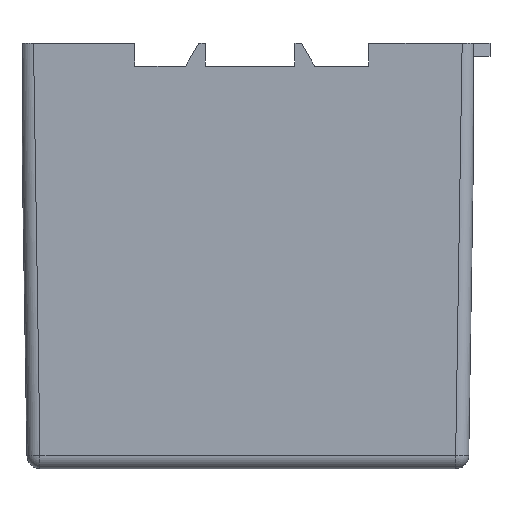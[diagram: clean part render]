
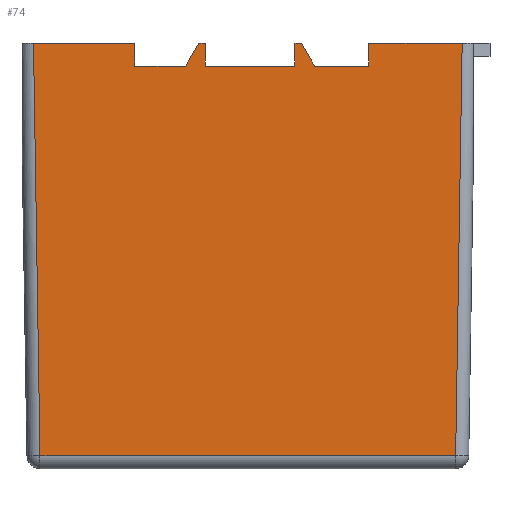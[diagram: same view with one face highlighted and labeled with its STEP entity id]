
A CAD part, left-side view. The second image highlights one B-rep face of the part: STEP entity #74.
In plain terms, the highlighted planar face has unit normal (-1, 0, 0).
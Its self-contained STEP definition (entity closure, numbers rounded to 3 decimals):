
#14 = VERTEX_POINT ( 'NONE', #376 ) ;
#27 = CARTESIAN_POINT ( 'NONE',  ( -33.6, -33.72, 2. ) ) ;
#28 = VERTEX_POINT ( 'NONE', #319 ) ;
#34 = LINE ( 'NONE', #27, #434 ) ;
#50 = VERTEX_POINT ( 'NONE', #372 ) ;
#52 = DIRECTION ( 'NONE',  ( 0., 0., 1. ) ) ;
#55 = VECTOR ( 'NONE', #560, 1000. ) ;
#61 = DIRECTION ( 'NONE',  ( -1., 0., 0. ) ) ;
#68 = DIRECTION ( 'NONE',  ( 0., -1., 0. ) ) ;
#74 = ADVANCED_FACE ( 'NONE', ( #779 ), #158, .T. ) ;
#77 = DIRECTION ( 'NONE',  ( 0., -0.016, 1. ) ) ;
#94 = CARTESIAN_POINT ( 'NONE',  ( -33.6, -18.5, 61.5 ) ) ;
#98 = CARTESIAN_POINT ( 'NONE',  ( -33.6, 17.3, 61.5 ) ) ;
#100 = CARTESIAN_POINT ( 'NONE',  ( -33.6, -18.5, 65. ) ) ;
#102 = CARTESIAN_POINT ( 'NONE',  ( -33.6, 6.5, 61.5 ) ) ;
#106 = DIRECTION ( 'NONE',  ( 0., -1., 0. ) ) ;
#111 = DIRECTION ( 'NONE',  ( 0., -0.5, -0.866 ) ) ;
#115 = ORIENTED_EDGE ( 'NONE', *, *, #1054, .F. ) ;
#117 = CARTESIAN_POINT ( 'NONE',  ( -33.6, -31.751, 2. ) ) ;
#125 = DIRECTION ( 'NONE',  ( 0., 0., 1. ) ) ;
#129 = CARTESIAN_POINT ( 'NONE',  ( -33.6, -10.221, 61.5 ) ) ;
#142 = CARTESIAN_POINT ( 'NONE',  ( -33.6, -10.221, 61.5 ) ) ;
#158 = PLANE ( 'NONE',  #639 ) ;
#165 = VERTEX_POINT ( 'NONE', #94 ) ;
#166 = LINE ( 'NONE', #785, #781 ) ;
#173 = ORIENTED_EDGE ( 'NONE', *, *, #990, .F. ) ;
#183 = ORIENTED_EDGE ( 'NONE', *, *, #1039, .T. ) ;
#184 = LINE ( 'NONE', #935, #579 ) ;
#186 = VERTEX_POINT ( 'NONE', #834 ) ;
#187 = VECTOR ( 'NONE', #77, 1000. ) ;
#200 = VERTEX_POINT ( 'NONE', #741 ) ;
#204 = CARTESIAN_POINT ( 'NONE',  ( -33.6, -18.5, 65. ) ) ;
#217 = VECTOR ( 'NONE', #615, 1000. ) ;
#230 = CARTESIAN_POINT ( 'NONE',  ( -33.6, 0., 0. ) ) ;
#256 = VECTOR ( 'NONE', #853, 1000. ) ;
#288 = DIRECTION ( 'NONE',  ( 0., 0., 1. ) ) ;
#304 = CARTESIAN_POINT ( 'NONE',  ( -33.6, -7.2, 61.5 ) ) ;
#306 = VECTOR ( 'NONE', #719, 1000. ) ;
#307 = LINE ( 'NONE', #446, #480 ) ;
#318 = DIRECTION ( 'NONE',  ( 0., 0., -1. ) ) ;
#319 = CARTESIAN_POINT ( 'NONE',  ( -33.6, 7.5, 65. ) ) ;
#325 = VERTEX_POINT ( 'NONE', #100 ) ;
#328 = LINE ( 'NONE', #471, #306 ) ;
#329 = CARTESIAN_POINT ( 'NONE',  ( -33.6, 31.72, 0.032 ) ) ;
#331 = VERTEX_POINT ( 'NONE', #1015 ) ;
#337 = ORIENTED_EDGE ( 'NONE', *, *, #1047, .F. ) ;
#345 = CARTESIAN_POINT ( 'NONE',  ( -33.6, -34.5, 65. ) ) ;
#362 = ORIENTED_EDGE ( 'NONE', *, *, #1019, .F. ) ;
#366 = CARTESIAN_POINT ( 'NONE',  ( -33.6, 6.5, 61.5 ) ) ;
#369 = DIRECTION ( 'NONE',  ( 0., -1., 0. ) ) ;
#372 = CARTESIAN_POINT ( 'NONE',  ( -33.6, 9.521, 61.5 ) ) ;
#373 = VECTOR ( 'NONE', #288, 1000. ) ;
#376 = CARTESIAN_POINT ( 'NONE',  ( -33.6, 32.744, 65. ) ) ;
#389 = ORIENTED_EDGE ( 'NONE', *, *, #947, .F. ) ;
#395 = ORIENTED_EDGE ( 'NONE', *, *, #821, .T. ) ;
#400 = VERTEX_POINT ( 'NONE', #98 ) ;
#405 = DIRECTION ( 'NONE',  ( 0., -0.016, -1. ) ) ;
#422 = DIRECTION ( 'NONE',  ( 0., -1., 0. ) ) ;
#434 = VECTOR ( 'NONE', #106, 1000. ) ;
#440 = LINE ( 'NONE', #329, #830 ) ;
#446 = CARTESIAN_POINT ( 'NONE',  ( -33.6, -7.2, 65. ) ) ;
#450 = VERTEX_POINT ( 'NONE', #581 ) ;
#459 = LINE ( 'NONE', #366, #256 ) ;
#461 = LINE ( 'NONE', #611, #876 ) ;
#471 = CARTESIAN_POINT ( 'NONE',  ( -33.6, 7.5, 65. ) ) ;
#473 = CARTESIAN_POINT ( 'NONE',  ( -33.6, 6.5, 65. ) ) ;
#480 = VECTOR ( 'NONE', #125, 1000. ) ;
#489 = EDGE_LOOP ( 'NONE', ( #183, #395, #603, #826, #115, #337, #545, #1008, #362, #569, #789, #173, #596, #1082, #389, #819 ) ) ;
#508 = DIRECTION ( 'NONE',  ( 0., -1., 0. ) ) ;
#521 = CARTESIAN_POINT ( 'NONE',  ( -33.6, -7.2, 61.5 ) ) ;
#533 = CARTESIAN_POINT ( 'NONE',  ( -33.6, 17.3, 65. ) ) ;
#545 = ORIENTED_EDGE ( 'NONE', *, *, #1038, .F. ) ;
#547 = VERTEX_POINT ( 'NONE', #1020 ) ;
#560 = DIRECTION ( 'NONE',  ( 0., -1., 0. ) ) ;
#561 = LINE ( 'NONE', #803, #748 ) ;
#569 = ORIENTED_EDGE ( 'NONE', *, *, #1004, .F. ) ;
#579 = VECTOR ( 'NONE', #1048, 1000. ) ;
#581 = CARTESIAN_POINT ( 'NONE',  ( -33.6, -7.2, 65. ) ) ;
#586 = LINE ( 'NONE', #204, #373 ) ;
#596 = ORIENTED_EDGE ( 'NONE', *, *, #976, .F. ) ;
#603 = ORIENTED_EDGE ( 'NONE', *, *, #1071, .F. ) ;
#608 = LINE ( 'NONE', #896, #187 ) ;
#611 = CARTESIAN_POINT ( 'NONE',  ( -33.6, -8.2, 65. ) ) ;
#615 = DIRECTION ( 'NONE',  ( 0., -1., 0. ) ) ;
#636 = LINE ( 'NONE', #533, #217 ) ;
#639 = AXIS2_PLACEMENT_3D ( 'NONE', #230, #61, #52 ) ;
#682 = VERTEX_POINT ( 'NONE', #142 ) ;
#700 = LINE ( 'NONE', #473, #55 ) ;
#719 = DIRECTION ( 'NONE',  ( 0., -0.5, 0.866 ) ) ;
#741 = CARTESIAN_POINT ( 'NONE',  ( -33.6, 6.5, 65. ) ) ;
#748 = VECTOR ( 'NONE', #68, 1000. ) ;
#751 = LINE ( 'NONE', #521, #972 ) ;
#774 = LINE ( 'NONE', #345, #992 ) ;
#779 = FACE_OUTER_BOUND ( 'NONE', #489, .T. ) ;
#781 = VECTOR ( 'NONE', #318, 1000. ) ;
#785 = CARTESIAN_POINT ( 'NONE',  ( -33.6, 17.3, 61.5 ) ) ;
#789 = ORIENTED_EDGE ( 'NONE', *, *, #995, .F. ) ;
#803 = CARTESIAN_POINT ( 'NONE',  ( -33.6, 9.521, 61.5 ) ) ;
#809 = EDGE_CURVE ( 'NONE', #14, #331, #440, .T. ) ;
#819 = ORIENTED_EDGE ( 'NONE', *, *, #809, .T. ) ;
#821 = EDGE_CURVE ( 'NONE', #998, #1043, #608, .T. ) ;
#826 = ORIENTED_EDGE ( 'NONE', *, *, #1064, .F. ) ;
#830 = VECTOR ( 'NONE', #405, 1000. ) ;
#834 = CARTESIAN_POINT ( 'NONE',  ( -33.6, 17.3, 65. ) ) ;
#841 = CARTESIAN_POINT ( 'NONE',  ( -33.6, -32.744, 65. ) ) ;
#851 = LINE ( 'NONE', #129, #903 ) ;
#853 = DIRECTION ( 'NONE',  ( 0., 0., -1. ) ) ;
#876 = VECTOR ( 'NONE', #508, 1000. ) ;
#896 = CARTESIAN_POINT ( 'NONE',  ( -33.6, -32.5, 49.532 ) ) ;
#903 = VECTOR ( 'NONE', #111, 1000. ) ;
#935 = CARTESIAN_POINT ( 'NONE',  ( -33.6, -18.5, 61.5 ) ) ;
#947 = EDGE_CURVE ( 'NONE', #14, #186, #636, .T. ) ;
#966 = VERTEX_POINT ( 'NONE', #304 ) ;
#968 = EDGE_CURVE ( 'NONE', #186, #400, #166, .T. ) ;
#972 = VECTOR ( 'NONE', #369, 1000. ) ;
#976 = EDGE_CURVE ( 'NONE', #400, #50, #561, .T. ) ;
#990 = EDGE_CURVE ( 'NONE', #50, #28, #328, .T. ) ;
#992 = VECTOR ( 'NONE', #422, 1000. ) ;
#995 = EDGE_CURVE ( 'NONE', #28, #200, #700, .T. ) ;
#998 = VERTEX_POINT ( 'NONE', #117 ) ;
#1004 = EDGE_CURVE ( 'NONE', #200, #1096, #459, .T. ) ;
#1008 = ORIENTED_EDGE ( 'NONE', *, *, #1031, .F. ) ;
#1015 = CARTESIAN_POINT ( 'NONE',  ( -33.6, 31.751, 2. ) ) ;
#1019 = EDGE_CURVE ( 'NONE', #1096, #966, #751, .T. ) ;
#1020 = CARTESIAN_POINT ( 'NONE',  ( -33.6, -8.2, 65. ) ) ;
#1031 = EDGE_CURVE ( 'NONE', #966, #450, #307, .T. ) ;
#1038 = EDGE_CURVE ( 'NONE', #450, #547, #461, .T. ) ;
#1039 = EDGE_CURVE ( 'NONE', #331, #998, #34, .T. ) ;
#1043 = VERTEX_POINT ( 'NONE', #841 ) ;
#1047 = EDGE_CURVE ( 'NONE', #547, #682, #851, .T. ) ;
#1048 = DIRECTION ( 'NONE',  ( 0., -1., 0. ) ) ;
#1054 = EDGE_CURVE ( 'NONE', #682, #165, #184, .T. ) ;
#1064 = EDGE_CURVE ( 'NONE', #165, #325, #586, .T. ) ;
#1071 = EDGE_CURVE ( 'NONE', #325, #1043, #774, .T. ) ;
#1082 = ORIENTED_EDGE ( 'NONE', *, *, #968, .F. ) ;
#1096 = VERTEX_POINT ( 'NONE', #102 ) ;
